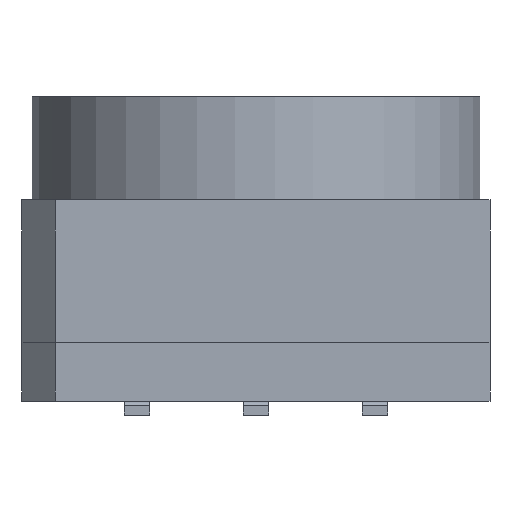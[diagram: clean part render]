
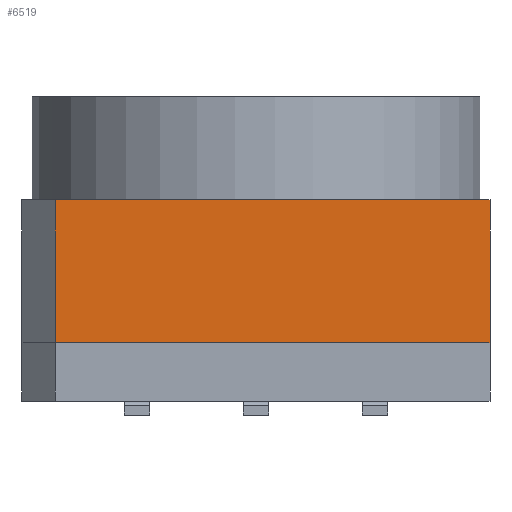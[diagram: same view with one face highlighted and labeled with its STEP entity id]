
A CAD part, left-side view. The second image highlights one B-rep face of the part: STEP entity #6519.
In plain terms, the highlighted planar face has unit normal (-1, 0, 0).
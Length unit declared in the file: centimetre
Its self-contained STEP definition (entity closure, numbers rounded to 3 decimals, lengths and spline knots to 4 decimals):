
#466=FACE_OUTER_BOUND('',#848,.T.);
#848=EDGE_LOOP('',(#4570,#4571,#4572,#4573));
#1300=LINE('',#8664,#2020);
#1330=LINE('',#8729,#2050);
#1333=LINE('',#8735,#2053);
#1340=LINE('',#8750,#2060);
#2020=VECTOR('',#7355,1.);
#2050=VECTOR('',#7415,1.);
#2053=VECTOR('',#7420,1.);
#2060=VECTOR('',#7431,1.);
#2744=VERTEX_POINT('',#8654);
#2747=VERTEX_POINT('',#8662);
#2767=VERTEX_POINT('',#8728);
#2769=VERTEX_POINT('',#8734);
#3425=EDGE_CURVE('',#2744,#2747,#1300,.T.);
#3456=EDGE_CURVE('',#2767,#2744,#1330,.T.);
#3459=EDGE_CURVE('',#2769,#2767,#1333,.T.);
#3467=EDGE_CURVE('',#2769,#2747,#1340,.T.);
#4570=ORIENTED_EDGE('',*,*,#3456,.T.);
#4571=ORIENTED_EDGE('',*,*,#3425,.T.);
#4572=ORIENTED_EDGE('',*,*,#3467,.F.);
#4573=ORIENTED_EDGE('',*,*,#3459,.T.);
#6256=PLANE('',#6930);
#6519=ADVANCED_FACE('',(#466),#6256,.T.);
#6930=AXIS2_PLACEMENT_3D('',#8749,#7429,#7430);
#7355=DIRECTION('',(0.,-1.,0.));
#7415=DIRECTION('',(0.,0.,-1.));
#7420=DIRECTION('',(0.,1.,0.));
#7429=DIRECTION('center_axis',(-1.,0.,0.));
#7430=DIRECTION('ref_axis',(0.,0.,
1.));
#7431=DIRECTION('',(0.,0.,-1.));
#8654=CARTESIAN_POINT('',(-0.5,0.4293,-0.1525));
#8662=CARTESIAN_POINT('',(-0.5,-0.5,-0.1525));
#8664=CARTESIAN_POINT('',(-0.5,0.5,-0.1525));
#8728=CARTESIAN_POINT('',(-0.5,0.4293,0.1525));
#8729=CARTESIAN_POINT('',(-0.5,0.4293,0.0763));
#8734=CARTESIAN_POINT('',(-0.5,-0.5,0.1525));
#8735=CARTESIAN_POINT('',(-0.5,0.5,0.1525));
#8749=CARTESIAN_POINT('Origin',(-0.5,-0.5,0.));
#8750=CARTESIAN_POINT('',(-0.5,-0.5,0.));
